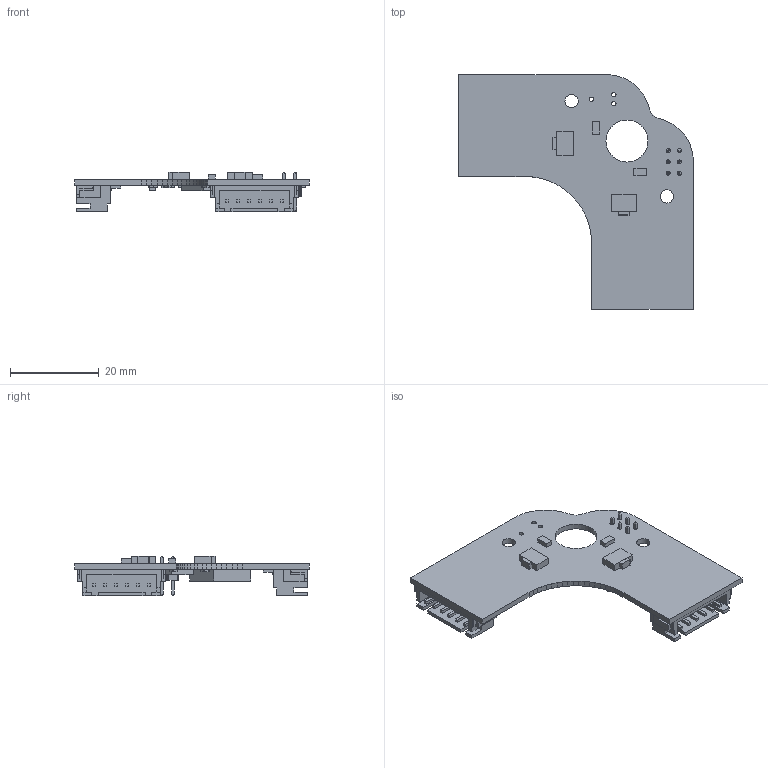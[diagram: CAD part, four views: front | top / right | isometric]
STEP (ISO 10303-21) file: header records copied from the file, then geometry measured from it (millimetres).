
FILE_DESCRIPTION(('Open CASCADE Model'),'2;1');
FILE_NAME('Open CASCADE Shape Model','2016-12-06T10:22:23',('Author'),( 'Open CASCADE'),'Open CASCADE STEP processor 6.8','Open CASCADE 6.8' ,'Unknown');
FILE_SCHEMA(('AUTOMOTIVE_DESIGN { 1 0 10303 214 1 1 1 1 }'));
Length unit declared in the file: millimetre
Products named in the file (71): PCB; BoardPCB3; Y1PCB3; 770799264; Extruded; U3PCB3; 770797824; C8PCB3; 770797504; 770797664; C7PCB3; C1PCB3; 770796544; 770796704; C2PCB3; C3PCB3; C4PCB3; 770798144; 770798304; C5PCB3; C6PCB3; C9PCB3; C10PCB3; 770796864; 770797024; C11PCB3; C12PCB3; C13PCB3; P3PCB3; S6B-XH-SM4-TB; P4PCB3; R1PCB3; R2PCB3; R3PCB3; R4PCB3; R5PCB3; R6PCB3; R7PCB3; S1PCB3; 770798624 ...
Assembly tree (128 placements, depth 4):
  PCB
    BoardPCB3
    Y1PCB3
      770799264
        Extruded
    U3PCB3
      770797824
        Extruded
    C8PCB3
      770797504  x2
        Extruded
      770797664
        Extruded
    C7PCB3
      770797504  x2
        Extruded
      770797664
        Extruded
    C1PCB3
      770796544  x2
        Extruded
      770796704
        Extruded
    C2PCB3
      770796544  x2
        Extruded
      770796704
        Extruded
    C3PCB3
      770796544  x2
        Extruded
      770796704
        Extruded
    C4PCB3
      770798144  x2
        Extruded
      770798304
        Extruded
    C5PCB3
      770798144  x2
        Extruded
      770798304
        Extruded
    C6PCB3
      770796544  x2
        Extruded
      770796704
        Extruded
    C9PCB3
      770798144  x2
        Extruded
      770798304
        Extruded
    C10PCB3
      770796864  x2
        Extruded
      770797024
        Extruded
    C11PCB3
      770796864  x2
Bounding box: 53 x 53 x 8.98 mm (x, y, z)
Volume: 3701.2 mm3; surface area: 6899.5 mm2
Topology: 79 solids, 79 shells, 1081 faces, 2585 edges, 1698 vertices
Faces by surface type: plane 1021, cylinder 60
Full cylindrical faces by diameter (mm): 0.9 x6, 0.991 x3, 3 x2, 9.5 x1
Entity records: 30875 total; most frequent: CARTESIAN_POINT 6805, DIRECTION 4161, LINE 2889, VECTOR 2889, ORIENTED_EDGE 2086, PCURVE 2086, DEFINITIONAL_REPRESENTATION 2086, EDGE_CURVE 1043
